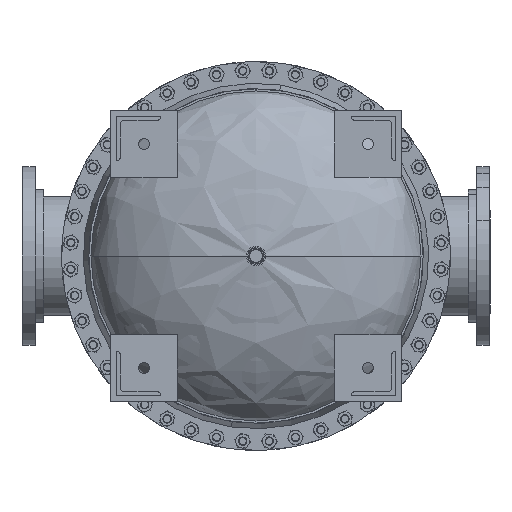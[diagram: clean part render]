
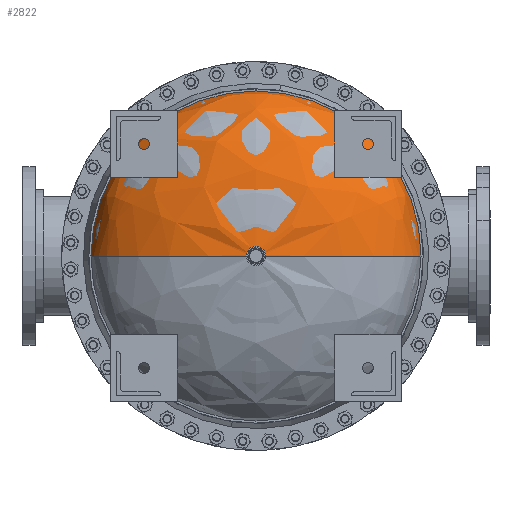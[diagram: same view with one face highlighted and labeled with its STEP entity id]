
A CAD part, front view. The second image highlights one B-rep face of the part: STEP entity #2822.
In plain terms, the highlighted free-form (B-spline) face has degree [3, 3] with [4, 4] control points.
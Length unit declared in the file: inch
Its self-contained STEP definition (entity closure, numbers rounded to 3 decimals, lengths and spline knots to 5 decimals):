
#1404 = CARTESIAN_POINT ( 'NONE',  ( 9.18163, 8.15201, 0. ) ) ;
#1697 = ORIENTED_EDGE ( 'NONE', *, *, #19508, .T. ) ;
#2119 = CIRCLE ( 'NONE', #28403, 15. ) ;
#2740 = DIRECTION ( 'NONE',  ( 0., 1., 0. ) ) ;
#2822 = ADVANCED_FACE ( 'NONE', ( #6307 ), #6336, .T. ) ;
#3327 = CARTESIAN_POINT ( 'NONE',  ( -0.75, 8.36551, 0. ) ) ;
#3425 = EDGE_CURVE ( 'NONE', #17717, #29853, #16040, .T. ) ;
#4792 = EDGE_CURVE ( 'NONE', #26140, #17717, #31062, .T. ) ;
#6085 = CARTESIAN_POINT ( 'NONE',  ( -0.75, 8.36551, 0. ) ) ;
#6155 = CARTESIAN_POINT ( 'NONE',  ( -0.75, 8.36551, 1.5 ) ) ;
#6307 = FACE_OUTER_BOUND ( 'NONE', #22437, .T. ) ;
#6336 =( BOUNDED_SURFACE ( )  B_SPLINE_SURFACE ( 3, 3, ( 
 ( #20708, #6155, #27848, #15954 ),
 ( #20397, #10740, #25614, #1404 ),
 ( #11044, #16104, #13562, #30078 ),
 ( #23237, #11204, #20865, #30558 ) ),
 .UNSPECIFIED., .F., .F., .T. ) 
 B_SPLINE_SURFACE_WITH_KNOTS ( ( 4, 4 ),
 ( 4, 4 ),
 ( 0., 1. ),
 ( 0., 1. ),
 .UNSPECIFIED. ) 
 GEOMETRIC_REPRESENTATION_ITEM ( )  RATIONAL_B_SPLINE_SURFACE ( (
 ( 1., 0.333, 0.333, 1.),
 ( 0.816, 0.272, 0.272, 0.816),
 ( 0.816, 0.272, 0.272, 0.816),
 ( 1., 0.333, 0.333, 1.) ) ) 
 REPRESENTATION_ITEM ( '' )  SURFACE ( )  );
#7459 = CARTESIAN_POINT ( 'NONE',  ( 9.18163, 8.15201, 0. ) ) ;
#8401 = ORIENTED_EDGE ( 'NONE', *, *, #18523, .F. ) ;
#9348 = VERTEX_POINT ( 'NONE', #31098 ) ;
#9849 = DIRECTION ( 'NONE',  ( -1., 0., 0. ) ) ;
#10367 = CARTESIAN_POINT ( 'NONE',  ( -9.18163, 8.15201, 0. ) ) ;
#10738 = CARTESIAN_POINT ( 'NONE',  ( 15., 5.05806, 0. ) ) ;
#10740 = CARTESIAN_POINT ( 'NONE',  ( -9.18163, 8.15201, 18.36325 ) ) ;
#10756 = CARTESIAN_POINT ( 'NONE',  ( -15., 0.788, 0. ) ) ;
#10781 = CARTESIAN_POINT ( 'NONE',  ( 0., 8.36551, 0. ) ) ;
#10965 = CARTESIAN_POINT ( 'NONE',  ( 0., 8.36551, 0.75 ) ) ;
#11044 = CARTESIAN_POINT ( 'NONE',  ( -15., 5.05806, 0. ) ) ;
#11204 = CARTESIAN_POINT ( 'NONE',  ( -15., 0.788, 30. ) ) ;
#11970 = EDGE_CURVE ( 'NONE', #29853, #9348, #2119, .T. ) ;
#13082 = AXIS2_PLACEMENT_3D ( 'NONE', #27605, #22685, #15084 ) ;
#13562 = CARTESIAN_POINT ( 'NONE',  ( 15., 5.05806, 30. ) ) ;
#14167 = ORIENTED_EDGE ( 'NONE', *, *, #11970, .T. ) ;
#14243 =( BOUNDED_CURVE ( )  B_SPLINE_CURVE ( 3, ( #20395, #7459, #10738, #19639 ),
 .UNSPECIFIED., .F., .T. ) 
 B_SPLINE_CURVE_WITH_KNOTS ( ( 4, 4 ),
 ( 4.76241, 6.28319 ),
 .UNSPECIFIED. ) 
 CURVE ( )  GEOMETRIC_REPRESENTATION_ITEM ( )  RATIONAL_B_SPLINE_CURVE ( ( 1., 0.816, 0.816, 1. ) ) 
 REPRESENTATION_ITEM ( '' )  );
#15084 = DIRECTION ( 'NONE',  ( -1., 0., 0. ) ) ;
#15954 = CARTESIAN_POINT ( 'NONE',  ( 0.75, 8.36551, 0. ) ) ;
#16040 =( BOUNDED_CURVE ( )  B_SPLINE_CURVE ( 3, ( #6085, #10367, #25242, #30319 ),
 .UNSPECIFIED., .F., .F. ) 
 B_SPLINE_CURVE_WITH_KNOTS ( ( 4, 4 ),
 ( 4.76241, 6.28319 ),
 .UNSPECIFIED. ) 
 CURVE ( )  GEOMETRIC_REPRESENTATION_ITEM ( )  RATIONAL_B_SPLINE_CURVE ( ( 1., 0.816, 0.816, 1. ) ) 
 REPRESENTATION_ITEM ( '' )  );
#16104 = CARTESIAN_POINT ( 'NONE',  ( -15., 5.05806, 30. ) ) ;
#17717 = VERTEX_POINT ( 'NONE', #3327 ) ;
#18209 = DIRECTION ( 'NONE',  ( 0., -1., 0. ) ) ;
#18523 = EDGE_CURVE ( 'NONE', #21883, #9348, #14243, .T. ) ;
#19426 = ORIENTED_EDGE ( 'NONE', *, *, #3425, .T. ) ;
#19508 = EDGE_CURVE ( 'NONE', #21883, #26140, #26738, .T. ) ;
#19639 = CARTESIAN_POINT ( 'NONE',  ( 15., 0.788, 0. ) ) ;
#19920 = ORIENTED_EDGE ( 'NONE', *, *, #4792, .T. ) ;
#20395 = CARTESIAN_POINT ( 'NONE',  ( 0.75, 8.36551, 0. ) ) ;
#20397 = CARTESIAN_POINT ( 'NONE',  ( -9.18163, 8.15201, 0. ) ) ;
#20708 = CARTESIAN_POINT ( 'NONE',  ( -0.75, 8.36551, 0. ) ) ;
#20865 = CARTESIAN_POINT ( 'NONE',  ( 15., 0.788, 30. ) ) ;
#21593 = CARTESIAN_POINT ( 'NONE',  ( 0.75, 8.36551, 0. ) ) ;
#21883 = VERTEX_POINT ( 'NONE', #21593 ) ;
#22437 = EDGE_LOOP ( 'NONE', ( #19920, #19426, #14167, #8401, #1697 ) ) ;
#22509 = DIRECTION ( 'NONE',  ( -1., 0., 0. ) ) ;
#22685 = DIRECTION ( 'NONE',  ( 0., -1., 0. ) ) ;
#23237 = CARTESIAN_POINT ( 'NONE',  ( -15., 0.788, 0. ) ) ;
#23970 = AXIS2_PLACEMENT_3D ( 'NONE', #10781, #18209, #22509 ) ;
#25242 = CARTESIAN_POINT ( 'NONE',  ( -15., 5.05806, 0. ) ) ;
#25614 = CARTESIAN_POINT ( 'NONE',  ( 9.18163, 8.15201, 18.36325 ) ) ;
#26140 = VERTEX_POINT ( 'NONE', #10965 ) ;
#26634 = CARTESIAN_POINT ( 'NONE',  ( 0., 0.788, 0. ) ) ;
#26738 = CIRCLE ( 'NONE', #13082, 0.75 ) ;
#27605 = CARTESIAN_POINT ( 'NONE',  ( 0., 8.36551, 0. ) ) ;
#27848 = CARTESIAN_POINT ( 'NONE',  ( 0.75, 8.36551, 1.5 ) ) ;
#28403 = AXIS2_PLACEMENT_3D ( 'NONE', #26634, #2740, #9849 ) ;
#29853 = VERTEX_POINT ( 'NONE', #10756 ) ;
#30078 = CARTESIAN_POINT ( 'NONE',  ( 15., 5.05806, 0. ) ) ;
#30319 = CARTESIAN_POINT ( 'NONE',  ( -15., 0.788, 0. ) ) ;
#30558 = CARTESIAN_POINT ( 'NONE',  ( 15., 0.788, 0. ) ) ;
#31062 = CIRCLE ( 'NONE', #23970, 0.75 ) ;
#31098 = CARTESIAN_POINT ( 'NONE',  ( 15., 0.788, 0. ) ) ;
